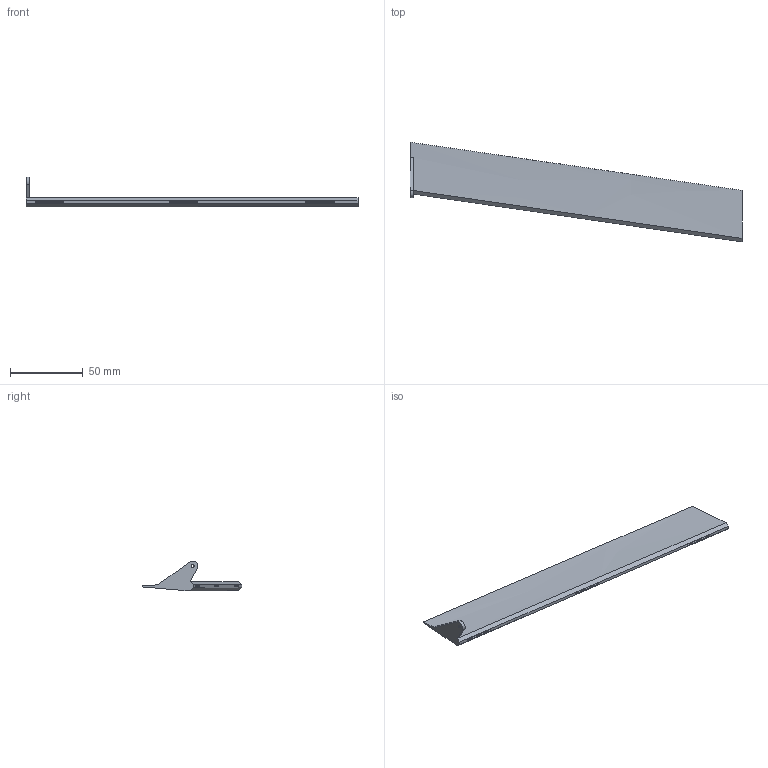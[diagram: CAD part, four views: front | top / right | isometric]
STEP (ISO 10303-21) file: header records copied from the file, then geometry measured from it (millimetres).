
FILE_DESCRIPTION(/* description */ (''),/* implementation_level */ '2;1');
FILE_NAME(/* name */ 'Wing left aileron.step',/* time_stamp */ '2024-11-26T12:14:07+01:00',/* author */ (''),/* organization */ (''),/* preprocessor_version */ 'ST-DEVELOPER v20',/* originating_system */ 'Autodesk Translation Framework v13.20.0.188',/* authorisation */ '');
FILE_SCHEMA (('AUTOMOTIVE_DESIGN { 1 0 10303 214 3 1 1 }'));
Length unit declared in the file: millimetre
Products named in the file (1): Wing left aileron
Bounding box: 228 x 68.48 x 20.6 mm (x, y, z)
Volume: 28249.6 mm3; surface area: 18547.3 mm2
Topology: 1 solids, 1 shells, 36 faces, 90 edges, 59 vertices
Faces by surface type: plane 30, bspline 4, cylinder 2
Full cylindrical faces by diameter (mm): 2 x1
Entity records: 1325 total; most frequent: CARTESIAN_POINT 455, ORIENTED_EDGE 180, DIRECTION 145, EDGE_CURVE 90, LINE 71, VECTOR 71, VERTEX_POINT 59, EDGE_LOOP 41
